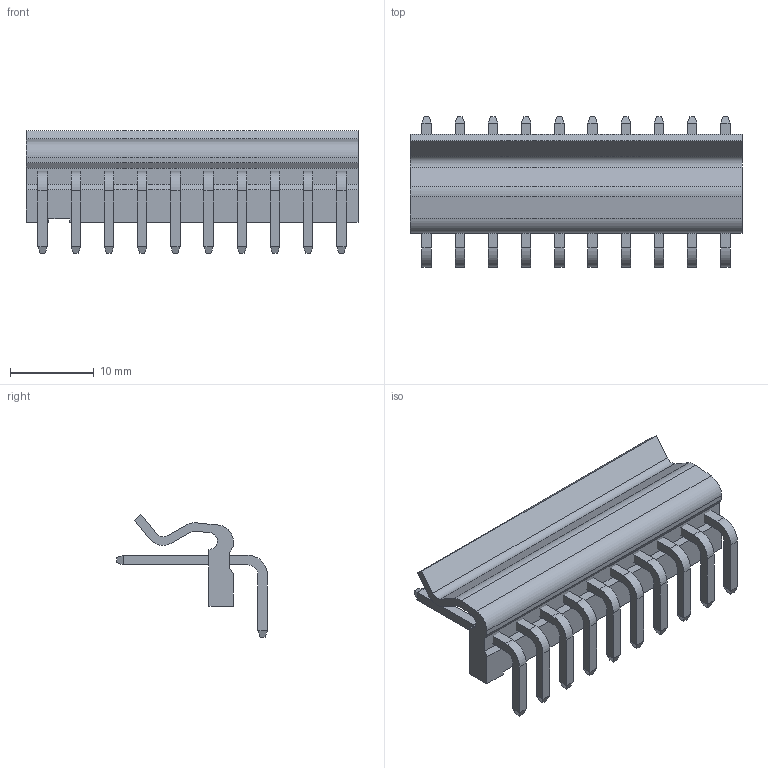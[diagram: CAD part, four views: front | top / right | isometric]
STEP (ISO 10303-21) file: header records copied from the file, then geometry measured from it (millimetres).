
FILE_DESCRIPTION(('STEP AP214'), '1');
FILE_NAME('DS1072-2MRT6', '2018-05-08T21:17:47', ('Nobody'), (''), 'ASCON STEP Converter 1.3', 'ASCON Math Kernel', '');
FILE_SCHEMA(('AUTOMOTIVE_DESIGN { 1 0 10303 214 3 1 1}'));
Length unit declared in the file: millimetre
Assembly tree (11 placements, depth 2):
  (unnamed)
    (unnamed)
    (unnamed)  x10
Bounding box: 39.6 x 17.99 x 14.62 mm (x, y, z)
Volume: 1706.4 mm3; surface area: 3067.2 mm2
Topology: 11 solids, 11 shells, 207 faces, 475 edges, 290 vertices
Faces by surface type: plane 181, cylinder 26
Entity records: 2078 total; most frequent: CARTESIAN_POINT 246, DIRECTION 245, ORIENTED_EDGE 230, EDGE_CURVE 115, LINE 99, VECTOR 99, VERTEX_POINT 74, AXIS2_PLACEMENT_3D 73
